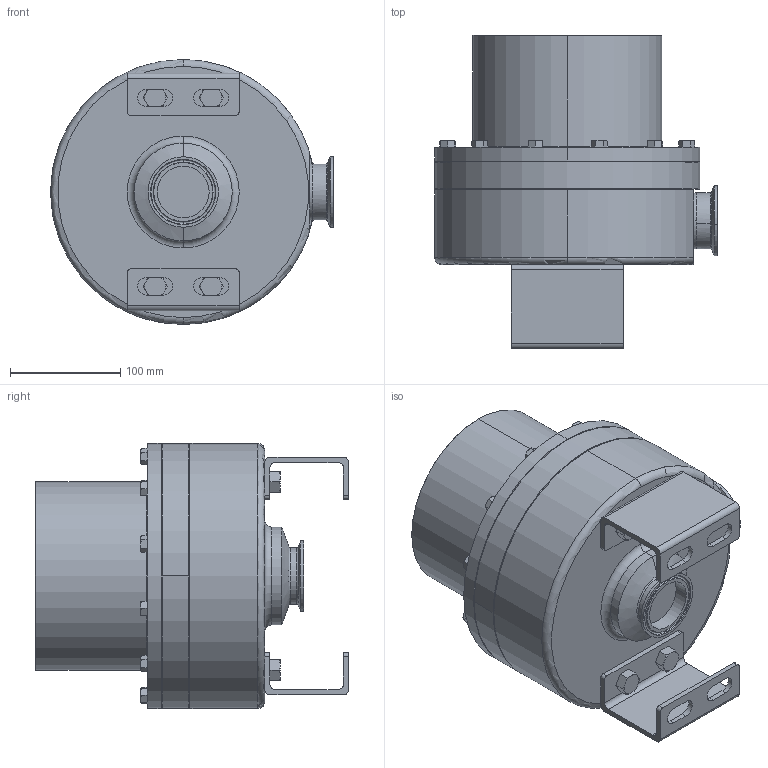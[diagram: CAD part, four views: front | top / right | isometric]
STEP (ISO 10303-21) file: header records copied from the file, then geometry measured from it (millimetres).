
FILE_DESCRIPTION (( 'STEP AP203' ), '1' );
FILE_NAME ('96A-200.STEP', '2017-06-07T12:36:15', ( '' ), ( '' ), 'SwSTEP 2.0', 'SolidWorks 2014', '' );
FILE_SCHEMA (( 'CONFIG_CONTROL_DESIGN' ));
Length unit declared in the file: inch
Products named in the file (2): 96A-200
Bounding box: 256.49 x 284.35 x 240.54 mm (x, y, z)
Volume: 7449290.3 mm3; surface area: 330812.4 mm2
Topology: 1 solids, 1 shells, 397 faces, 956 edges, 590 vertices
Faces by surface type: plane 160, cone 118, cylinder 103, torus 16
Entity records: 12580 total; most frequent: CARTESIAN_POINT 3176, DIRECTION 1917, ORIENTED_EDGE 1912, EDGE_CURVE 956, AXIS2_PLACEMENT_3D 759, VERTEX_POINT 590, EDGE_LOOP 482, VECTOR 399
